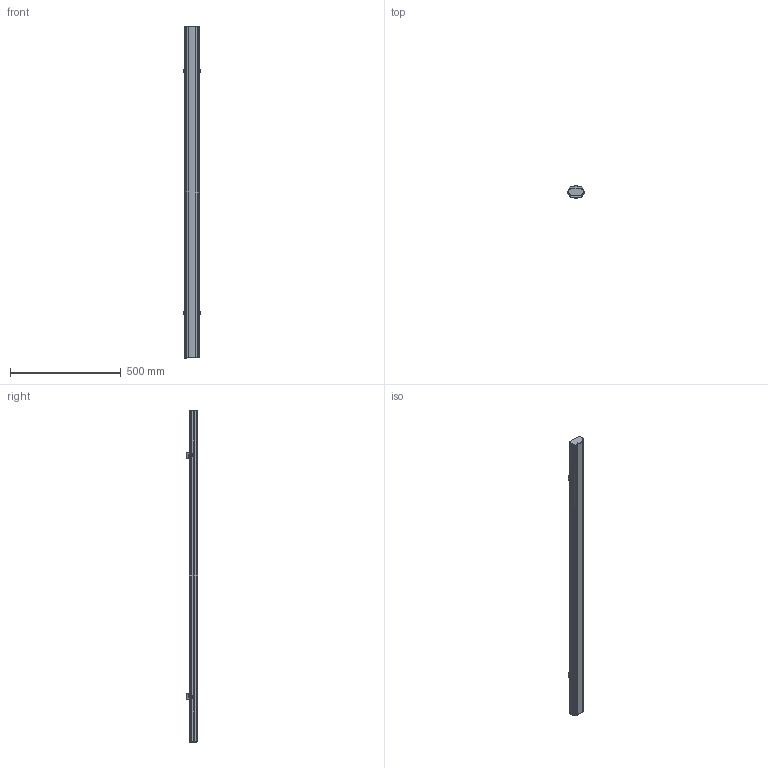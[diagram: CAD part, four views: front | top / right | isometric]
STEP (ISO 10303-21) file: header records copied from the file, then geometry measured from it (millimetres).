
FILE_DESCRIPTION (( 'STEP AP214' ), '1' );
FILE_NAME ('TruSys FLEX.STEP', '2023-01-12T15:23:29', ( '' ), ( '' ), 'SwSTEP 2.0', 'SolidWorks 2020', '' );
FILE_SCHEMA (( 'AUTOMOTIVE_DESIGN' ));
Length unit declared in the file: millimetre
Products named in the file (1): TruSys FLEX
Bounding box: 77.72 x 52.81 x 1498.5 mm (x, y, z)
Volume: 365942.3 mm3; surface area: 694001.5 mm2
Topology: 6 solids, 6 shells, 414 faces, 1170 edges, 764 vertices
Faces by surface type: cylinder 234, plane 132, bspline 40, cone 8
Entity records: 20701 total; most frequent: CARTESIAN_POINT 5951, ORIENTED_EDGE 2340, DIRECTION 1820, EDGE_CURVE 1170, VERTEX_POINT 764, AXIS2_PLACEMENT_3D 655, LINE 510, VECTOR 510
